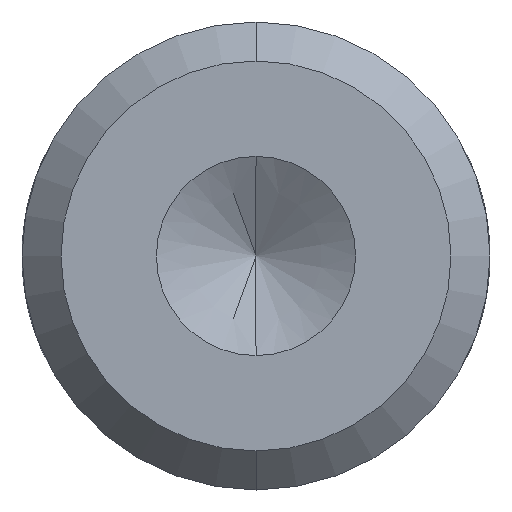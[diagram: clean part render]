
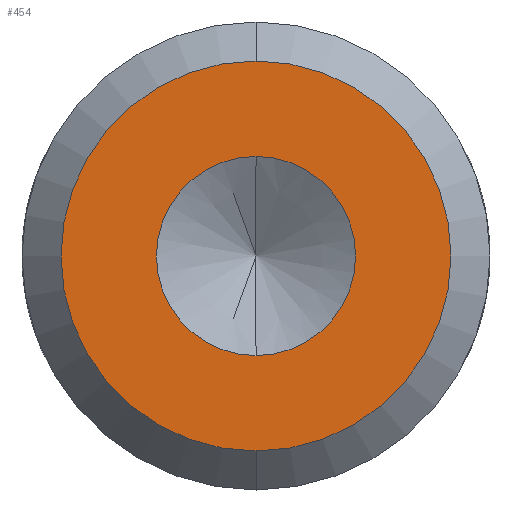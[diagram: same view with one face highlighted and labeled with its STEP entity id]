
A CAD part, front view. The second image highlights one B-rep face of the part: STEP entity #454.
In plain terms, the highlighted planar face has unit normal (0, -1, 0).
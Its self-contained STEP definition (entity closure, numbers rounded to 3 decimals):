
#57 = CARTESIAN_POINT ( 'NONE',  ( 0., 0., 0. ) ) ;
#81 = ORIENTED_EDGE ( 'NONE', *, *, #132, .T. ) ;
#91 = ORIENTED_EDGE ( 'NONE', *, *, #839, .F. ) ;
#92 = DIRECTION ( 'NONE',  ( 0., 0., 1. ) ) ;
#113 = DIRECTION ( 'NONE',  ( 0., 0., -1. ) ) ;
#115 = CIRCLE ( 'NONE', #718, 5. ) ;
#132 = EDGE_CURVE ( 'NONE', #197, #554, #115, .T. ) ;
#147 = CIRCLE ( 'NONE', #324, 5. ) ;
#172 = PLANE ( 'NONE',  #216 ) ;
#173 = VERTEX_POINT ( 'NONE', #298 ) ;
#187 = DIRECTION ( 'NONE',  ( 0., -1., 0. ) ) ;
#197 = VERTEX_POINT ( 'NONE', #605 ) ;
#211 = DIRECTION ( 'NONE',  ( 0., -1., 0. ) ) ;
#216 = AXIS2_PLACEMENT_3D ( 'NONE', #327, #411, #92 ) ;
#233 = FACE_OUTER_BOUND ( 'NONE', #616, .T. ) ;
#274 = CARTESIAN_POINT ( 'NONE',  ( 0., 0., 5. ) ) ;
#298 = CARTESIAN_POINT ( 'NONE',  ( 0., 0., 2.553 ) ) ;
#324 = AXIS2_PLACEMENT_3D ( 'NONE', #507, #187, #742 ) ;
#327 = CARTESIAN_POINT ( 'NONE',  ( 0., 0., 0. ) ) ;
#411 = DIRECTION ( 'NONE',  ( 0., 1., 0. ) ) ;
#454 = ADVANCED_FACE ( 'NONE', ( #501, #233 ), #172, .F. ) ;
#501 = FACE_BOUND ( 'NONE', #977, .T. ) ;
#507 = CARTESIAN_POINT ( 'NONE',  ( 0., 0., 0. ) ) ;
#541 = VERTEX_POINT ( 'NONE', #732 ) ;
#554 = VERTEX_POINT ( 'NONE', #274 ) ;
#577 = DIRECTION ( 'NONE',  ( 0., -1., 0. ) ) ;
#596 = DIRECTION ( 'NONE',  ( 0., -1., 0. ) ) ;
#598 = CIRCLE ( 'NONE', #666, 2.553 ) ;
#604 = DIRECTION ( 'NONE',  ( 0., 0., -1. ) ) ;
#605 = CARTESIAN_POINT ( 'NONE',  ( 0., 0., -5. ) ) ;
#616 = EDGE_LOOP ( 'NONE', ( #845, #81 ) ) ;
#666 = AXIS2_PLACEMENT_3D ( 'NONE', #907, #577, #113 ) ;
#698 = EDGE_CURVE ( 'NONE', #173, #541, #598, .T. ) ;
#710 = EDGE_CURVE ( 'NONE', #554, #197, #147, .T. ) ;
#718 = AXIS2_PLACEMENT_3D ( 'NONE', #920, #211, #863 ) ;
#732 = CARTESIAN_POINT ( 'NONE',  ( 0., 0., -2.553 ) ) ;
#734 = ORIENTED_EDGE ( 'NONE', *, *, #698, .F. ) ;
#742 = DIRECTION ( 'NONE',  ( 0., 0., -1. ) ) ;
#764 = CIRCLE ( 'NONE', #837, 2.553 ) ;
#837 = AXIS2_PLACEMENT_3D ( 'NONE', #57, #596, #604 ) ;
#839 = EDGE_CURVE ( 'NONE', #541, #173, #764, .T. ) ;
#845 = ORIENTED_EDGE ( 'NONE', *, *, #710, .T. ) ;
#863 = DIRECTION ( 'NONE',  ( 0., 0., -1. ) ) ;
#907 = CARTESIAN_POINT ( 'NONE',  ( 0., 0., 0. ) ) ;
#920 = CARTESIAN_POINT ( 'NONE',  ( 0., 0., 0. ) ) ;
#977 = EDGE_LOOP ( 'NONE', ( #91, #734 ) ) ;
